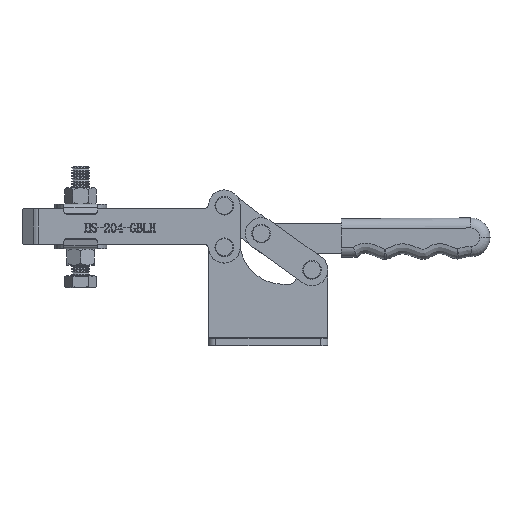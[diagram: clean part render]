
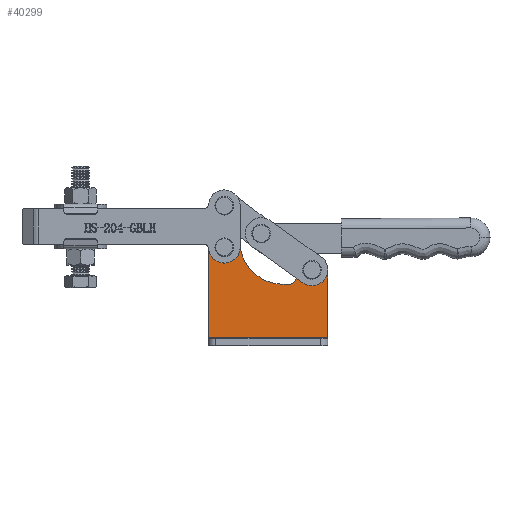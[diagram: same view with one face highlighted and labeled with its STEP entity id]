
A CAD part, top view. The second image highlights one B-rep face of the part: STEP entity #40299.
In plain terms, the highlighted planar face has unit normal (0, 0, 1).
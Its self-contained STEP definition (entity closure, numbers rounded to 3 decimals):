
#855 = FACE_BOUND ( 'NONE', #30219, .T. ) ;
#890 = FACE_BOUND ( 'NONE', #30039, .T. ) ;
#896 = FACE_OUTER_BOUND ( 'NONE', #30177, .T. ) ;
#5553 = VECTOR ( 'NONE', #27997, 1000. ) ;
#5555 = LINE ( 'NONE', #28232, #5553 ) ;
#5556 = CIRCLE ( 'NONE', #25592, 11. ) ;
#5557 = VECTOR ( 'NONE', #28288, 1000. ) ;
#5558 = CIRCLE ( 'NONE', #25590, 30. ) ;
#5559 = LINE ( 'NONE', #28295, #5557 ) ;
#5560 = VECTOR ( 'NONE', #28325, 1000. ) ;
#5561 = CIRCLE ( 'NONE', #25587, 4.5 ) ;
#5562 = LINE ( 'NONE', #28300, #5560 ) ;
#5563 = VECTOR ( 'NONE', #28343, 1000. ) ;
#5565 = LINE ( 'NONE', #28339, #5563 ) ;
#5566 = CIRCLE ( 'NONE', #25584, 4.75 ) ;
#5567 = CIRCLE ( 'NONE', #25585, 11. ) ;
#5569 = CIRCLE ( 'NONE', #25583, 4.75 ) ;
#5587 = VECTOR ( 'NONE', #28679, 1000. ) ;
#5593 = LINE ( 'NONE', #28784, #5587 ) ;
#5594 = CIRCLE ( 'NONE', #25576, 4.75 ) ;
#5600 = CIRCLE ( 'NONE', #25574, 4.75 ) ;
#11414 = EDGE_CURVE ( 'NONE', #30594, #30560, #5600, .T. ) ;
#11421 = EDGE_CURVE ( 'NONE', #30612, #30568, #5594, .T. ) ;
#11426 = EDGE_CURVE ( 'NONE', #30561, #30559, #5593, .T. ) ;
#11450 = EDGE_CURVE ( 'NONE', #30568, #30612, #5569, .T. ) ;
#11451 = EDGE_CURVE ( 'NONE', #30560, #30594, #5566, .T. ) ;
#11453 = EDGE_CURVE ( 'NONE', #30561, #30592, #5565, .T. ) ;
#11455 = EDGE_CURVE ( 'NONE', #30559, #30610, #5567, .T. ) ;
#11457 = EDGE_CURVE ( 'NONE', #30610, #30632, #5562, .T. ) ;
#11459 = EDGE_CURVE ( 'NONE', #30632, #30631, #5561, .T. ) ;
#11462 = EDGE_CURVE ( 'NONE', #30631, #30633, #5559, .T. ) ;
#11464 = EDGE_CURVE ( 'NONE', #30633, #30569, #5558, .T. ) ;
#11466 = EDGE_CURVE ( 'NONE', #30569, #30570, #5556, .T. ) ;
#11468 = EDGE_CURVE ( 'NONE', #30570, #30592, #5555, .T. ) ;
#12834 = DIRECTION ( 'NONE',  ( -1., 0., 0. ) ) ;
#12836 = PLANE ( 'NONE',  #26867 ) ;
#12837 = CARTESIAN_POINT ( 'NONE',  ( 11., 63.4, 0. ) ) ;
#12840 = DIRECTION ( 'NONE',  ( 0., 0., -1. ) ) ;
#14531 = ORIENTED_EDGE ( 'NONE', *, *, #11426, .T. ) ;
#14663 = ORIENTED_EDGE ( 'NONE', *, *, #11462, .T. ) ;
#15562 = ORIENTED_EDGE ( 'NONE', *, *, #11466, .T. ) ;
#15786 = ORIENTED_EDGE ( 'NONE', *, *, #11464, .T. ) ;
#15836 = ORIENTED_EDGE ( 'NONE', *, *, #11468, .T. ) ;
#15859 = ORIENTED_EDGE ( 'NONE', *, *, #11459, .T. ) ;
#15881 = ORIENTED_EDGE ( 'NONE', *, *, #11457, .T. ) ;
#15896 = ORIENTED_EDGE ( 'NONE', *, *, #11451, .F. ) ;
#15916 = ORIENTED_EDGE ( 'NONE', *, *, #11450, .F. ) ;
#15954 = ORIENTED_EDGE ( 'NONE', *, *, #11453, .F. ) ;
#16040 = ORIENTED_EDGE ( 'NONE', *, *, #11421, .F. ) ;
#16123 = ORIENTED_EDGE ( 'NONE', *, *, #11414, .F. ) ;
#16132 = ORIENTED_EDGE ( 'NONE', *, *, #11455, .T. ) ;
#21793 = CARTESIAN_POINT ( 'NONE',  ( 51.774, 37.7, 0. ) ) ;
#21798 = CARTESIAN_POINT ( 'NONE',  ( 61., 42.2, 0. ) ) ;
#21800 = CARTESIAN_POINT ( 'NONE',  ( 56.5, 37.7, 0. ) ) ;
#21840 = CARTESIAN_POINT ( 'NONE',  ( 6.25, 63.4, 0. ) ) ;
#21844 = CARTESIAN_POINT ( 'NONE',  ( 61., 47.65, 0. ) ) ;
#21874 = CARTESIAN_POINT ( 'NONE',  ( 67.25, 47.65, 0. ) ) ;
#21877 = CARTESIAN_POINT ( 'NONE',  ( 0., 0.5, 0. ) ) ;
#21925 = CARTESIAN_POINT ( 'NONE',  ( 0., 63.4, 0. ) ) ;
#21928 = CARTESIAN_POINT ( 'NONE',  ( 21.939, 64.554, 0. ) ) ;
#21930 = CARTESIAN_POINT ( 'NONE',  ( 15.75, 63.4, 0. ) ) ;
#21943 = CARTESIAN_POINT ( 'NONE',  ( 83., 0.5, 0. ) ) ;
#21945 = CARTESIAN_POINT ( 'NONE',  ( 76.75, 47.65, 0. ) ) ;
#21947 = CARTESIAN_POINT ( 'NONE',  ( 83., 47.65, 0. ) ) ;
#25574 = AXIS2_PLACEMENT_3D ( 'NONE', #31152, #31151, #31150 ) ;
#25576 = AXIS2_PLACEMENT_3D ( 'NONE', #28782, #28779, #28736 ) ;
#25583 = AXIS2_PLACEMENT_3D ( 'NONE', #28342, #28328, #28327 ) ;
#25584 = AXIS2_PLACEMENT_3D ( 'NONE', #28312, #28311, #28324 ) ;
#25585 = AXIS2_PLACEMENT_3D ( 'NONE', #28287, #28285, #28298 ) ;
#25587 = AXIS2_PLACEMENT_3D ( 'NONE', #28238, #28236, #28235 ) ;
#25590 = AXIS2_PLACEMENT_3D ( 'NONE', #28223, #28221, #28218 ) ;
#25592 = AXIS2_PLACEMENT_3D ( 'NONE', #28199, #28198, #28195 ) ;
#26867 = AXIS2_PLACEMENT_3D ( 'NONE', #12837, #12840, #12834 ) ;
#27997 = DIRECTION ( 'NONE',  ( 0., -1., 0. ) ) ;
#28195 = DIRECTION ( 'NONE',  ( -1., 0., 0. ) ) ;
#28198 = DIRECTION ( 'NONE',  ( 0., 0., 1. ) ) ;
#28199 = CARTESIAN_POINT ( 'NONE',  ( 11., 63.4, 0. ) ) ;
#28218 = DIRECTION ( 'NONE',  ( 1., 0., 0. ) ) ;
#28221 = DIRECTION ( 'NONE',  ( 0., 0., -1. ) ) ;
#28223 = CARTESIAN_POINT ( 'NONE',  ( 51.774, 67.7, 0. ) ) ;
#28232 = CARTESIAN_POINT ( 'NONE',  ( 0., 0., 0. ) ) ;
#28235 = DIRECTION ( 'NONE',  ( -1., 0., 0. ) ) ;
#28236 = DIRECTION ( 'NONE',  ( 0., 0., -1. ) ) ;
#28238 = CARTESIAN_POINT ( 'NONE',  ( 56.5, 42.2, 0. ) ) ;
#28285 = DIRECTION ( 'NONE',  ( 0., 0., 1. ) ) ;
#28287 = CARTESIAN_POINT ( 'NONE',  ( 72., 47.65, 0. ) ) ;
#28288 = DIRECTION ( 'NONE',  ( -1., 0., 0. ) ) ;
#28295 = CARTESIAN_POINT ( 'NONE',  ( 51.774, 37.7, 0. ) ) ;
#28298 = DIRECTION ( 'NONE',  ( -1., 0., 0. ) ) ;
#28300 = CARTESIAN_POINT ( 'NONE',  ( 61., 47.65, 0. ) ) ;
#28311 = DIRECTION ( 'NONE',  ( 0., 0., 1. ) ) ;
#28312 = CARTESIAN_POINT ( 'NONE',  ( 72., 47.65, 0. ) ) ;
#28324 = DIRECTION ( 'NONE',  ( 1., 0., 0. ) ) ;
#28325 = DIRECTION ( 'NONE',  ( 0., -1., 0. ) ) ;
#28327 = DIRECTION ( 'NONE',  ( 1., 0., 0. ) ) ;
#28328 = DIRECTION ( 'NONE',  ( 0., 0., 1. ) ) ;
#28339 = CARTESIAN_POINT ( 'NONE',  ( 83., 0.5, 0. ) ) ;
#28342 = CARTESIAN_POINT ( 'NONE',  ( 11., 63.4, 0. ) ) ;
#28343 = DIRECTION ( 'NONE',  ( -1., 0., 0. ) ) ;
#28679 = DIRECTION ( 'NONE',  ( 0., 1., 0. ) ) ;
#28736 = DIRECTION ( 'NONE',  ( 1., 0., 0. ) ) ;
#28779 = DIRECTION ( 'NONE',  ( 0., 0., 1. ) ) ;
#28782 = CARTESIAN_POINT ( 'NONE',  ( 11., 63.4, 0. ) ) ;
#28784 = CARTESIAN_POINT ( 'NONE',  ( 83., 47.65, 0. ) ) ;
#30039 = EDGE_LOOP ( 'NONE', ( #15916, #16040 ) ) ;
#30177 = EDGE_LOOP ( 'NONE', ( #15954, #14531, #16132, #15881, #15859, #14663, #15786, #15562, #15836 ) ) ;
#30219 = EDGE_LOOP ( 'NONE', ( #15896, #16123 ) ) ;
#30559 = VERTEX_POINT ( 'NONE', #21947 ) ;
#30560 = VERTEX_POINT ( 'NONE', #21945 ) ;
#30561 = VERTEX_POINT ( 'NONE', #21943 ) ;
#30568 = VERTEX_POINT ( 'NONE', #21930 ) ;
#30569 = VERTEX_POINT ( 'NONE', #21928 ) ;
#30570 = VERTEX_POINT ( 'NONE', #21925 ) ;
#30592 = VERTEX_POINT ( 'NONE', #21877 ) ;
#30594 = VERTEX_POINT ( 'NONE', #21874 ) ;
#30610 = VERTEX_POINT ( 'NONE', #21844 ) ;
#30612 = VERTEX_POINT ( 'NONE', #21840 ) ;
#30631 = VERTEX_POINT ( 'NONE', #21800 ) ;
#30632 = VERTEX_POINT ( 'NONE', #21798 ) ;
#30633 = VERTEX_POINT ( 'NONE', #21793 ) ;
#31150 = DIRECTION ( 'NONE',  ( 1., 0., 0. ) ) ;
#31151 = DIRECTION ( 'NONE',  ( 0., 0., 1. ) ) ;
#31152 = CARTESIAN_POINT ( 'NONE',  ( 72., 47.65, 0. ) ) ;
#40299 = ADVANCED_FACE ( 'NONE', ( #890, #855, #896 ), #12836, .F. ) ;
